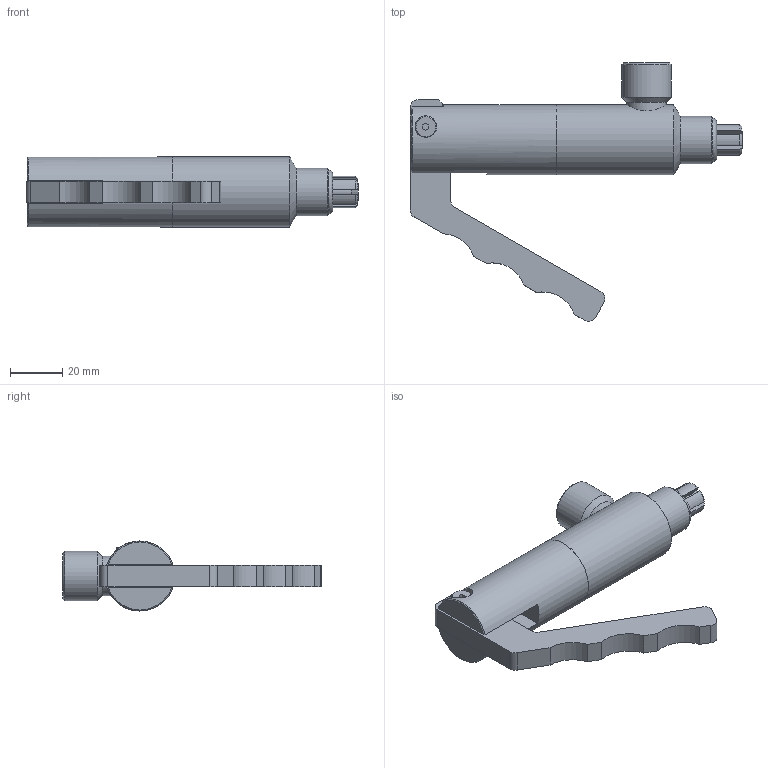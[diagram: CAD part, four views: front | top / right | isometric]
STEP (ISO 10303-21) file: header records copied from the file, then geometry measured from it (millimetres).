
FILE_DESCRIPTION(/* description */ (''),/* implementation_level */ '2;1');
FILE_NAME(/* name */ 'FNL-128045.stp',/* time_stamp */ '2017-10-20T08:05:51-05:00',/* author */ ('scottg'),/* organization */ ('FasTest,Inc.'),/* preprocessor_version */ 'ST-DEVELOPER v16.1',/* originating_system */ 'Autodesk Inventor 2016',/* authorisation */ '');
FILE_SCHEMA (('AUTOMOTIVE_DESIGN { 1 0 10303 214 3 1 1 }'));
Length unit declared in the file: inch
Products named in the file (1): FNL-128045
Bounding box: 127.66 x 99.44 x 26.92 mm (x, y, z)
Volume: 11826.8 mm3; surface area: 20485.6 mm2
Topology: 2 solids, 5 shells, 158 faces, 408 edges, 269 vertices
Faces by surface type: plane 99, cylinder 33, cone 18, torus 8
Full cylindrical faces by diameter (mm): 4.826 x2, 4.978 x1, 8.157 x1, 8.331 x1, 10.033 x1, 11.455 x1, 15.189 x1, 18.313 x1, 19.05 x1, 24.943 x1, 26.924 x2
Entity records: 4857 total; most frequent: CARTESIAN_POINT 1186, ORIENTED_EDGE 742, DIRECTION 738, EDGE_CURVE 369, AXIS2_PLACEMENT_3D 271, VERTEX_POINT 257, EDGE_LOOP 204, LINE 196
